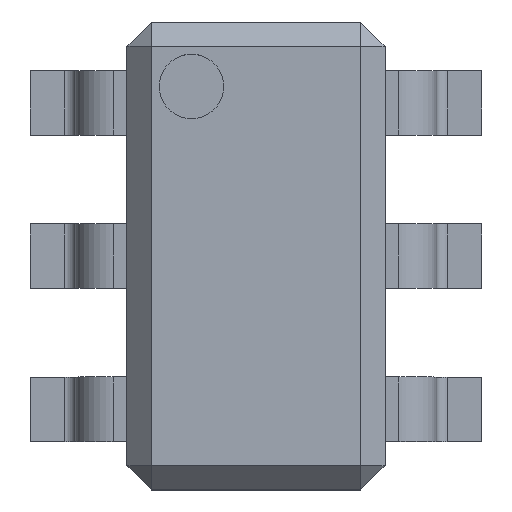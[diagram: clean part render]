
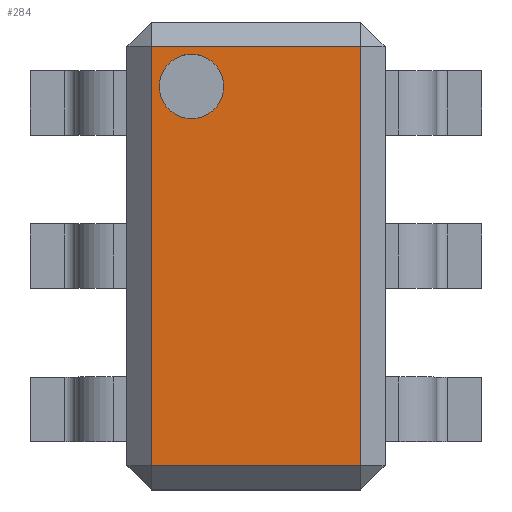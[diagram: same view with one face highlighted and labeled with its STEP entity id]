
A CAD part, top view. The second image highlights one B-rep face of the part: STEP entity #284.
In plain terms, the highlighted planar face has unit normal (0, 0, 1).
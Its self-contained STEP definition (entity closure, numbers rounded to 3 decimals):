
#13=DIRECTION('',(0.,0.,1.));
#14=DIRECTION('',(1.,0.,0.));
#76=VECTOR('',#77,1.);
#77=DIRECTION('',(0.,1.,0.));
#152=VERTEX_POINT('',#153);
#153=CARTESIAN_POINT('',(-0.65,-1.3,1.45));
#161=VERTEX_POINT('',#162);
#162=CARTESIAN_POINT('',(-0.65,1.3,1.45));
#167=ORIENTED_EDGE('',*,*,#168,.F.);
#168=EDGE_CURVE('',#152,#161,#169,.T.);
#169=LINE('',#170,#76);
#170=CARTESIAN_POINT('',(-0.65,-1.45,1.45));
#241=VECTOR('',#14,1.);
#284=ADVANCED_FACE('',(#285,#303),#312,.T.);
#285=FACE_BOUND('',#286,.T.);
#286=EDGE_LOOP('',(#167,#287,#293,#299));
#287=ORIENTED_EDGE('',*,*,#288,.T.);
#288=EDGE_CURVE('',#152,#289,#291,.T.);
#289=VERTEX_POINT('',#290);
#290=CARTESIAN_POINT('',(0.65,-1.3,1.45));
#291=LINE('',#292,#241);
#292=CARTESIAN_POINT('',(-0.8,-1.3,1.45));
#293=ORIENTED_EDGE('',*,*,#294,.T.);
#294=EDGE_CURVE('',#289,#295,#297,.T.);
#295=VERTEX_POINT('',#296);
#296=CARTESIAN_POINT('',(0.65,1.3,1.45));
#297=LINE('',#298,#76);
#298=CARTESIAN_POINT('',(0.65,-1.45,1.45));
#299=ORIENTED_EDGE('',*,*,#300,.F.);
#300=EDGE_CURVE('',#161,#295,#301,.T.);
#301=LINE('',#302,#241);
#302=CARTESIAN_POINT('',(-0.8,1.3,1.45));
#303=FACE_BOUND('',#304,.T.);
#304=EDGE_LOOP('',(#305));
#305=ORIENTED_EDGE('',*,*,#306,.F.);
#306=EDGE_CURVE('',#307,#307,#309,.T.);
#307=VERTEX_POINT('',#308);
#308=CARTESIAN_POINT('',(-0.2,1.05,1.45));
#309=CIRCLE('',#310,0.2);
#310=AXIS2_PLACEMENT_3D('',#311,#13,#14);
#311=CARTESIAN_POINT('',(-0.4,1.05,1.45));
#312=PLANE('',#313);
#313=AXIS2_PLACEMENT_3D('',#314,#13,#14);
#314=CARTESIAN_POINT('',(-0.8,-1.45,1.45));
